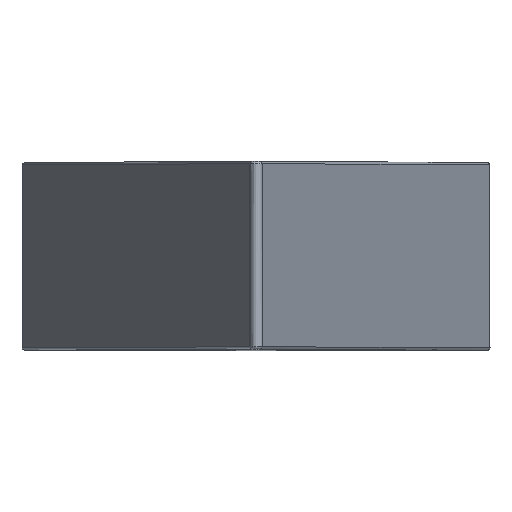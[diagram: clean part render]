
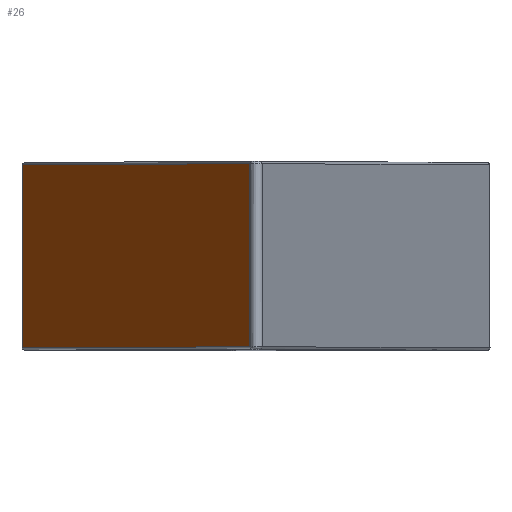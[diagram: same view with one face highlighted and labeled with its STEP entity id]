
A CAD part, top view. The second image highlights one B-rep face of the part: STEP entity #26.
In plain terms, the highlighted planar face has unit normal (-0.95, 0, 0.312).
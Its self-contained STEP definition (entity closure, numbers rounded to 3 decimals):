
#26=ADVANCED_FACE('',(#124),#1482,.T.);
#124=FACE_OUTER_BOUND('',#222,.T.);
#222=EDGE_LOOP('',(#331,#332,#333,#334));
#331=ORIENTED_EDGE('',*,*,#871,.T.);
#332=ORIENTED_EDGE('',*,*,#780,.T.);
#333=ORIENTED_EDGE('',*,*,#843,.T.);
#334=ORIENTED_EDGE('',*,*,#779,.F.);
#779=EDGE_CURVE('',#1325,#1322,#1162,.T.);
#780=EDGE_CURVE('',#1326,#1327,#1163,.T.);
#843=EDGE_CURVE('',#1327,#1322,#1002,.T.);
#871=EDGE_CURVE('',#1325,#1326,#1030,.T.);
#1002=(
BOUNDED_CURVE()
B_SPLINE_CURVE(1,(#2770,#2771),.UNSPECIFIED.,.F.,.F.)
B_SPLINE_CURVE_WITH_KNOTS((2,2),(0.,30.986),
 .UNSPECIFIED.)
CURVE()
GEOMETRIC_REPRESENTATION_ITEM()
RATIONAL_B_SPLINE_CURVE((1.,1.))
REPRESENTATION_ITEM('')
);
#1030=(
BOUNDED_CURVE()
B_SPLINE_CURVE(1,(#2867,#2868),.UNSPECIFIED.,.F.,.F.)
B_SPLINE_CURVE_WITH_KNOTS((2,2),(0.,30.986),
 .UNSPECIFIED.)
CURVE()
GEOMETRIC_REPRESENTATION_ITEM()
RATIONAL_B_SPLINE_CURVE((1.,1.))
REPRESENTATION_ITEM('')
);
#1162=B_SPLINE_CURVE_WITH_KNOTS('',1,(#2571,#2572),.UNSPECIFIED.,.F.,.F.,
(2,2),(-7.9,-0.1),.UNSPECIFIED.);
#1163=B_SPLINE_CURVE_WITH_KNOTS('',1,(#2573,#2574),.UNSPECIFIED.,.F.,.F.,
(2,2),(-7.9,-0.1),.UNSPECIFIED.);
#1322=VERTEX_POINT('',#2463);
#1325=VERTEX_POINT('',#2466);
#1326=VERTEX_POINT('',#2467);
#1327=VERTEX_POINT('',#2468);
#1482=PLANE('',#1604);
#1604=AXIS2_PLACEMENT_3D('',#1721,#1658,$);
#1658=DIRECTION('',(-0.95,0.,0.313));
#1721=CARTESIAN_POINT('',(-9.962,-7.,-9.762));
#2463=CARTESIAN_POINT('',(-0.278,-6.9,19.671));
#2466=CARTESIAN_POINT('',(-0.278,0.9,19.671));
#2467=CARTESIAN_POINT('',(-9.962,0.9,-9.762));
#2468=CARTESIAN_POINT('',(-9.962,-6.9,-9.762));
#2571=CARTESIAN_POINT('',(-0.278,0.9,19.671));
#2572=CARTESIAN_POINT('',(-0.278,-6.9,19.671));
#2573=CARTESIAN_POINT('',(-9.962,0.9,-9.762));
#2574=CARTESIAN_POINT('',(-9.962,-6.9,-9.762));
#2770=CARTESIAN_POINT('',(-9.962,-6.9,-9.762));
#2771=CARTESIAN_POINT('',(-0.278,-6.9,19.671));
#2867=CARTESIAN_POINT('',(-0.278,0.9,19.671));
#2868=CARTESIAN_POINT('',(-9.962,0.9,-9.762));
